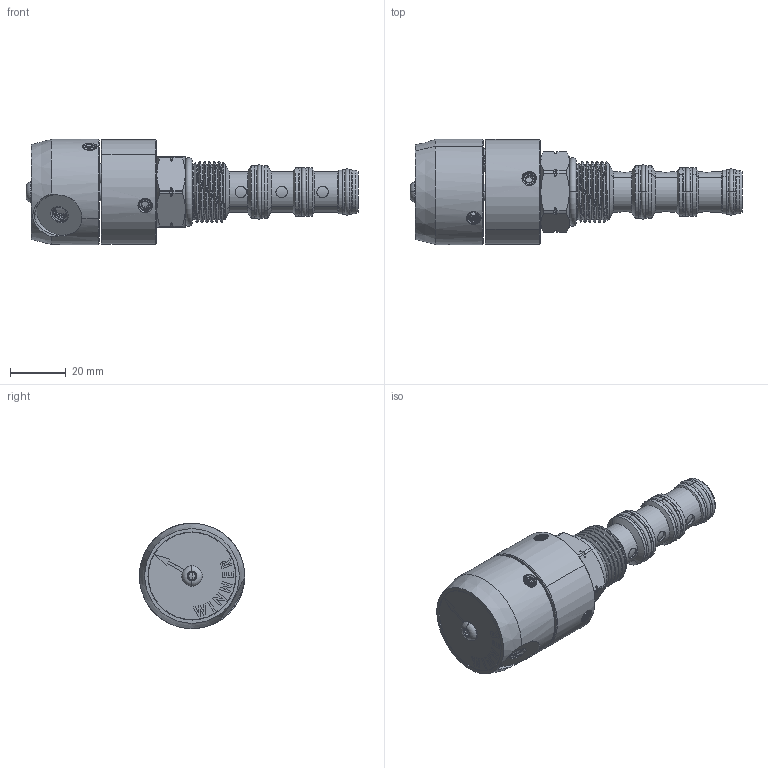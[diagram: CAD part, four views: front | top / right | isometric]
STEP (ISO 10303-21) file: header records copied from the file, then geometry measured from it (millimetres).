
FILE_DESCRIPTION (( 'STEP AP203' ), '1' );
FILE_NAME ('DR10W4B22R.STEP', '2024-06-13T01:36:08', ( '' ), ( '' ), 'SwSTEP 2.0', 'SolidWorks 2018', '' );
FILE_SCHEMA (( 'CONFIG_CONTROL_DESIGN' ));
Products named in the file (1): DR10W4B22R
Bounding box: 119.39 x 37.85 x 37.85 mm (x, y, z)
Volume: 67844.5 mm3; surface area: 17618.6 mm2
Topology: 1 solids, 8 shells, 728 faces, 1857 edges, 1194 vertices
Faces by surface type: cylinder 267, plane 182, bspline 144, cone 109, torus 26
Entity records: 159487 total; most frequent: CARTESIAN_POINT 143793, ORIENTED_EDGE 3706, DIRECTION 2616, EDGE_CURVE 1853, VERTEX_POINT 1194, AXIS2_PLACEMENT_3D 1012, EDGE_LOOP 789, FACE_OUTER_BOUND 728
